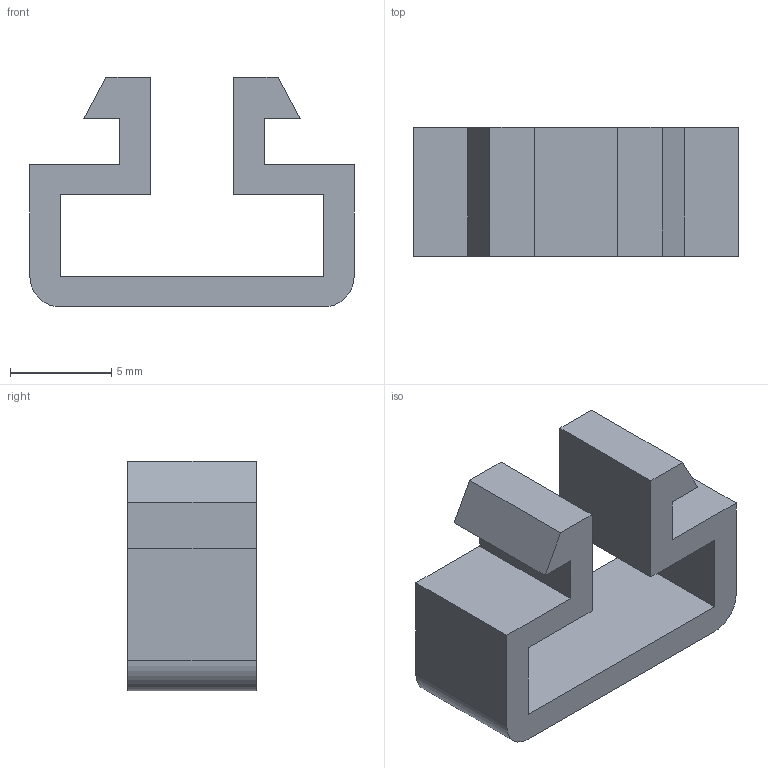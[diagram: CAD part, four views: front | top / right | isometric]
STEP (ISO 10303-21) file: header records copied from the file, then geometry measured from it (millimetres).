
FILE_DESCRIPTION(/* description */ (''),/* implementation_level */ '2;1');
FILE_NAME(/* name */ '2020_LCD_cable_clip.step',/* time_stamp */ '2021-05-15T11:16:06+02:00',/* author */ (''),/* organization */ (''),/* preprocessor_version */ 'ST-DEVELOPER v18.1',/* originating_system */ 'Autodesk Translation Framework v10.6.0.1341',/* authorisation */ '');
FILE_SCHEMA (('AUTOMOTIVE_DESIGN { 1 0 10303 214 3 1 1 }'));
Length unit declared in the file: millimetre
Products named in the file (1): 2020_LCD_cable_clip
Bounding box: 16 x 6.35 x 11.34 mm (x, y, z)
Volume: 450.4 mm3; surface area: 753.7 mm2
Topology: 1 solids, 1 shells, 24 faces, 68 edges, 46 vertices
Faces by surface type: plane 22, cylinder 2
Entity records: 812 total; most frequent: CARTESIAN_POINT 139, ORIENTED_EDGE 136, DIRECTION 122, EDGE_CURVE 68, LINE 64, VECTOR 64, VERTEX_POINT 46, AXIS2_PLACEMENT_3D 29
